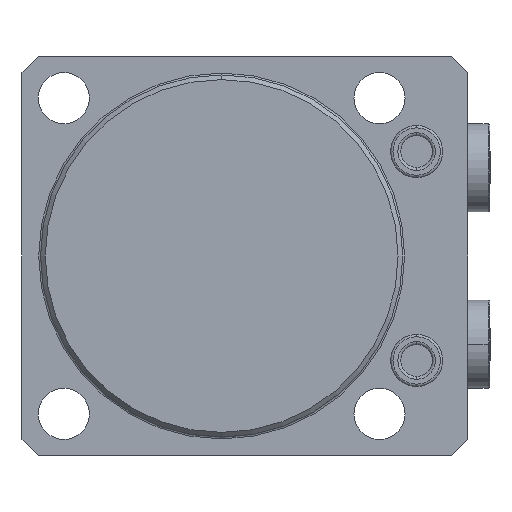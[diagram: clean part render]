
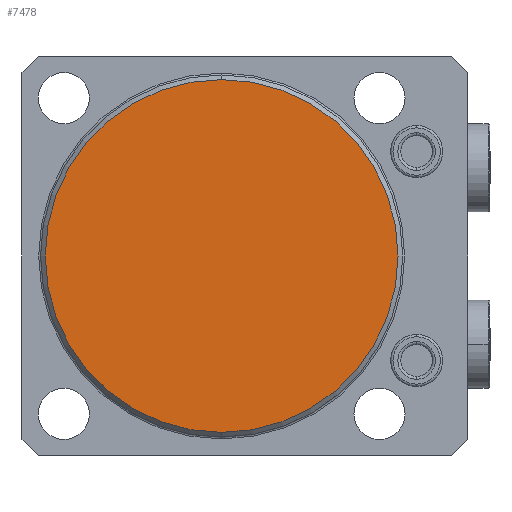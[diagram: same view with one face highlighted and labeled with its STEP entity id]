
A CAD part, front view. The second image highlights one B-rep face of the part: STEP entity #7478.
In plain terms, the highlighted planar face has unit normal (0, -1, 0).
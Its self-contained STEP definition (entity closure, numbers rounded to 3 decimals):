
#1308 = DIRECTION ( 'NONE',  ( 0., 0., 1. ) ) ;
#1309 = DIRECTION ( 'NONE',  ( 0., 1., 0. ) ) ;
#1312 = PLANE ( 'NONE',  #6750 ) ;
#1319 = CARTESIAN_POINT ( 'NONE',  ( 0., -55., 0. ) ) ;
#2239 = ORIENTED_EDGE ( 'NONE', *, *, #5305, .T. ) ;
#2240 = ORIENTED_EDGE ( 'NONE', *, *, #5174, .T. ) ;
#2855 = DIRECTION ( 'NONE',  ( 0., 0., 1. ) ) ;
#2856 = DIRECTION ( 'NONE',  ( 0., -1., 0. ) ) ;
#2857 = CARTESIAN_POINT ( 'NONE',  ( 0., -55., 0. ) ) ;
#3853 = CIRCLE ( 'NONE', #7083, 38. ) ;
#4023 = CIRCLE ( 'NONE', #7140, 38. ) ;
#4117 = EDGE_LOOP ( 'NONE', ( #2239, #2240 ) ) ;
#5012 = FACE_OUTER_BOUND ( 'NONE', #4117, .T. ) ;
#5174 = EDGE_CURVE ( 'NONE', #5660, #5663, #4023, .T. ) ;
#5305 = EDGE_CURVE ( 'NONE', #5663, #5660, #3853, .T. ) ;
#5660 = VERTEX_POINT ( 'NONE', #8000 ) ;
#5663 = VERTEX_POINT ( 'NONE', #7997 ) ;
#6750 = AXIS2_PLACEMENT_3D ( 'NONE', #1319, #1309, #1308 ) ;
#7083 = AXIS2_PLACEMENT_3D ( 'NONE', #8395, #8394, #8393 ) ;
#7140 = AXIS2_PLACEMENT_3D ( 'NONE', #2857, #2856, #2855 ) ;
#7478 = ADVANCED_FACE ( 'NONE', ( #5012 ), #1312, .F. ) ;
#7997 = CARTESIAN_POINT ( 'NONE',  ( 0., -55., 38. ) ) ;
#8000 = CARTESIAN_POINT ( 'NONE',  ( 0., -55., -38. ) ) ;
#8393 = DIRECTION ( 'NONE',  ( 0., 0., 1. ) ) ;
#8394 = DIRECTION ( 'NONE',  ( 0., -1., 0. ) ) ;
#8395 = CARTESIAN_POINT ( 'NONE',  ( 0., -55., 0. ) ) ;
